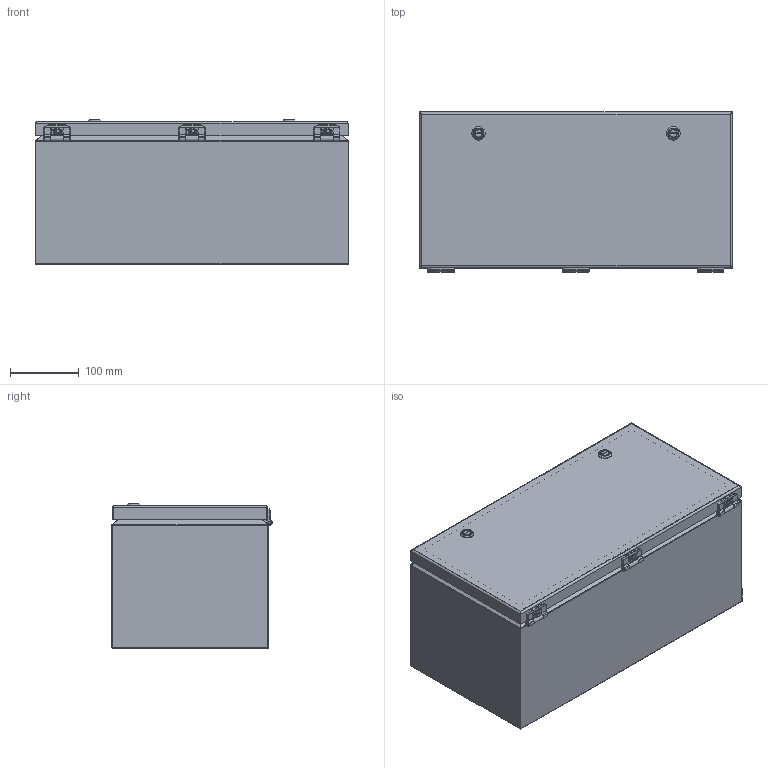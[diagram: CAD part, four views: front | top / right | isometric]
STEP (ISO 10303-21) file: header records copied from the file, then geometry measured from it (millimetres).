
FILE_DESCRIPTION (( 'STEP AP214' ), '1' );
FILE_NAME ('SCE-L9188ELJ.STEP', '2023-03-21T17:59:46', ( '' ), ( '' ), 'SwSTEP 2.0', 'SolidWorks 2021', '' );
FILE_SCHEMA (( 'AUTOMOTIVE_DESIGN' ));
Length unit declared in the file: inch
Products named in the file (1): SCE-L9188ELJ
Bounding box: 457.3 x 234.18 x 210.72 mm (x, y, z)
Volume: 1024912.7 mm3; surface area: 1267979.5 mm2
Topology: 44 solids, 44 shells, 1911 faces, 4723 edges, 2763 vertices
Faces by surface type: plane 966, cylinder 466, bspline 259, torus 110, sphere 60, cone 50
Full cylindrical faces by diameter (mm): 3.81 x3, 3.962 x3, 4.013 x9, 4.166 x3, 4.42 x3, 4.775 x7, 4.826 x8, 5.08 x2, 5.537 x2, 6.058 x2, 6.35 x6, 6.463 x2, 6.502 x1, 6.604 x3, 6.824 x2, 7.112 x6, 7.167 x2, 7.216 x6, 7.874 x2, 8.28 x2, 8.89 x2, 9.474 x6, 10.922 x2, 11.684 x2, 12.065 x2, 16.002 x2, 20.018 x2
Entity records: 63663 total; most frequent: CARTESIAN_POINT 21227, ORIENTED_EDGE 8678, DIRECTION 8354, EDGE_CURVE 4339, AXIS2_PLACEMENT_3D 3073, VERTEX_POINT 2722, VECTOR 2208, LINE 2208
